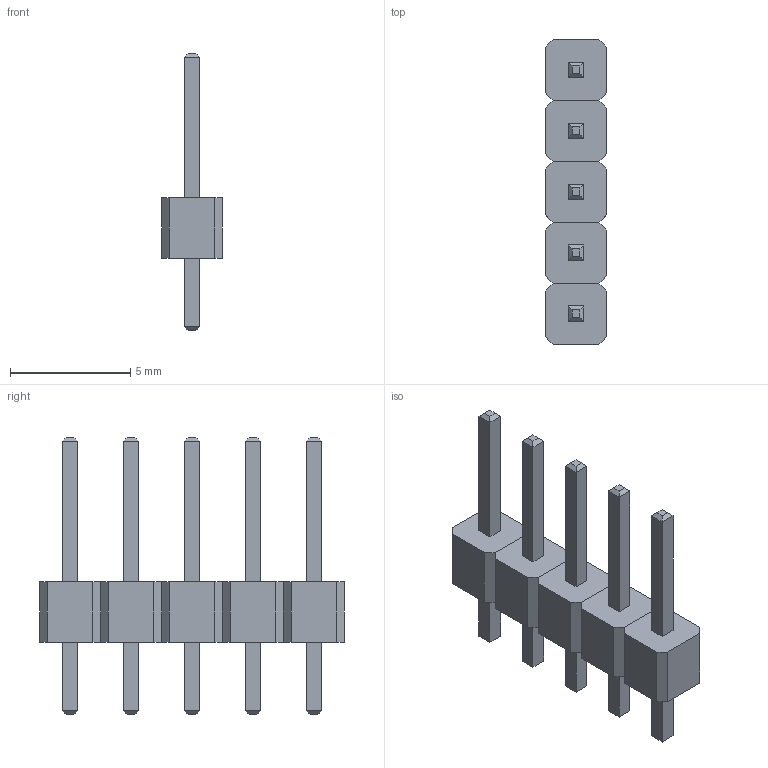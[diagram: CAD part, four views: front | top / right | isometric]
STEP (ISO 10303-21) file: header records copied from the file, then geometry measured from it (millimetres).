
FILE_DESCRIPTION(('FreeCAD Model'),'2;1');
FILE_NAME('PinHeader_1x05_P2.54mm_Vertical.step','2019-08-08T14:58:06',( 'Author'),(''),'Open CASCADE STEP processor 7.3','FreeCAD','Unknown' );
FILE_SCHEMA(('AUTOMOTIVE_DESIGN { 1 0 10303 214 1 1 1 1 }'));
Length unit declared in the file: millimetre
Products named in the file (1): Pin_Header_Straight_01x05
Bounding box: 2.54 x 12.7 x 11.54 mm (x, y, z)
Volume: 97.5 mm3; surface area: 294.5 mm2
Topology: 5 solids, 5 shells, 140 faces, 960 edges, 2760 vertices
Faces by surface type: plane 140
Entity records: 11190 total; most frequent: CARTESIAN_POINT 3861, DIRECTION 1242, LINE 960, VECTOR 960, GEOMETRIC_CURVE_SET 641, ORIENTED_EDGE 640, TRIMMED_CURVE 640, EDGE_CURVE 320
